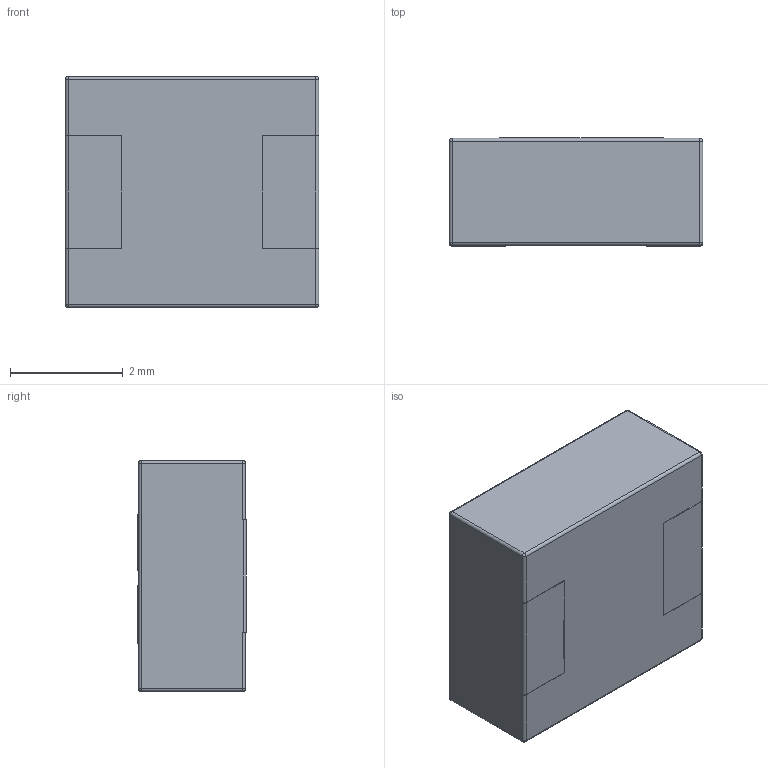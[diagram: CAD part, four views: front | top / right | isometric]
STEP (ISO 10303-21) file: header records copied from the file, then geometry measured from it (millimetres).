
FILE_DESCRIPTION (( 'STEP AP214' ), '1' );
FILE_NAME ('9A324AB7-3069-4D6D-BFE3-DB7A82731A7F.STEP', '2024-01-28T07:26:06', ( '' ), ( '' ), 'SwSTEP 2.0', 'SolidWorks 2022', '' );
FILE_SCHEMA (( 'AUTOMOTIVE_DESIGN' ));
Length unit declared in the file: millimetre
Products named in the file (1): 9A324AB7-3069-4D6D-BFE3-DB7A82731A7F
Bounding box: 4.5 x 1.92 x 4.1 mm (x, y, z)
Volume: 35.1 mm3; surface area: 69.2 mm2
Topology: 1 solids, 1 shells, 246 faces, 689 edges, 446 vertices
Faces by surface type: plane 142, bspline 88, cylinder 16
Entity records: 11723 total; most frequent: CARTESIAN_POINT 5530, ORIENTED_EDGE 1362, DIRECTION 871, EDGE_CURVE 681, LINE 489, VECTOR 489, VERTEX_POINT 446, EDGE_LOOP 255
